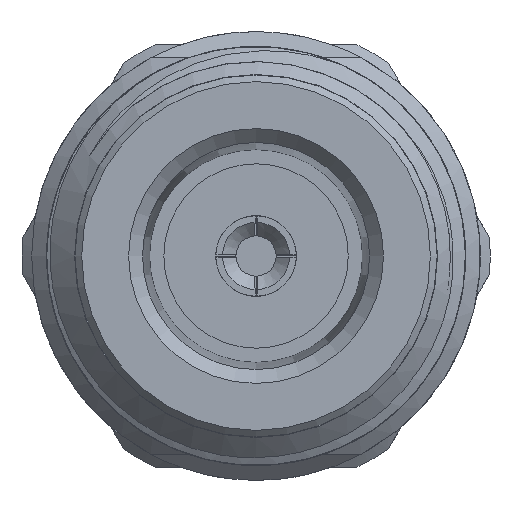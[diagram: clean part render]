
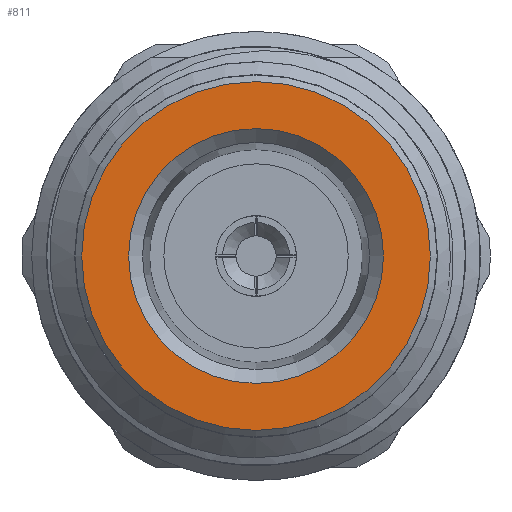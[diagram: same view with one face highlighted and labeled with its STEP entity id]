
A CAD part, left-side view. The second image highlights one B-rep face of the part: STEP entity #811.
In plain terms, the highlighted planar face has unit normal (-1, 0, 0).
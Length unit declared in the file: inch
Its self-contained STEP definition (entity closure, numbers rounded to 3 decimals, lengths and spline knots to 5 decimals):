
#16 = EDGE_LOOP ( 'NONE', ( #2152 ) ) ;
#42 = CARTESIAN_POINT ( 'NONE',  ( 0., 0., -0.26 ) ) ;
#228 = CARTESIAN_POINT ( 'NONE',  ( 0., 0., 0. ) ) ;
#438 = CARTESIAN_POINT ( 'NONE',  ( 0., 0., 0. ) ) ;
#548 = AXIS2_PLACEMENT_3D ( 'NONE', #4065, #2045, #1363 ) ;
#811 = ADVANCED_FACE ( 'NONE', ( #1439, #2801 ), #3493, .T. ) ;
#831 = CIRCLE ( 'NONE', #548, 0.26 ) ;
#897 = EDGE_LOOP ( 'NONE', ( #3619 ) ) ;
#943 = AXIS2_PLACEMENT_3D ( 'NONE', #228, #2664, #1651 ) ;
#1083 = DIRECTION ( 'NONE',  ( 0., 1., 0. ) ) ;
#1228 = CARTESIAN_POINT ( 'NONE',  ( 0., 0., 0.19 ) ) ;
#1363 = DIRECTION ( 'NONE',  ( 0., 0., -1. ) ) ;
#1439 = FACE_BOUND ( 'NONE', #897, .T. ) ;
#1451 = VERTEX_POINT ( 'NONE', #42 ) ;
#1651 = DIRECTION ( 'NONE',  ( 0., 0., 1. ) ) ;
#1789 = CIRCLE ( 'NONE', #943, 0.19 ) ;
#2045 = DIRECTION ( 'NONE',  ( 1., 0., 0. ) ) ;
#2152 = ORIENTED_EDGE ( 'NONE', *, *, #2767, .F. ) ;
#2664 = DIRECTION ( 'NONE',  ( 1., 0., 0. ) ) ;
#2767 = EDGE_CURVE ( 'NONE', #1451, #1451, #831, .T. ) ;
#2801 = FACE_OUTER_BOUND ( 'NONE', #16, .T. ) ;
#2837 = VERTEX_POINT ( 'NONE', #1228 ) ;
#3493 = PLANE ( 'NONE',  #4067 ) ;
#3619 = ORIENTED_EDGE ( 'NONE', *, *, #3755, .T. ) ;
#3755 = EDGE_CURVE ( 'NONE', #2837, #2837, #1789, .T. ) ;
#4065 = CARTESIAN_POINT ( 'NONE',  ( 0., 0., 0. ) ) ;
#4067 = AXIS2_PLACEMENT_3D ( 'NONE', #438, #4142, #1083 ) ;
#4142 = DIRECTION ( 'NONE',  ( -1., 0., 0. ) ) ;
